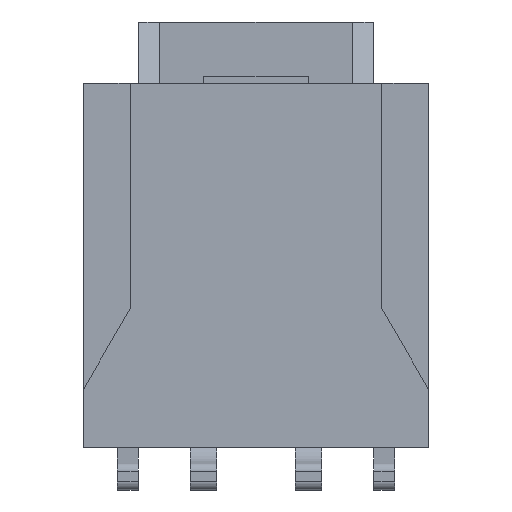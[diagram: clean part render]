
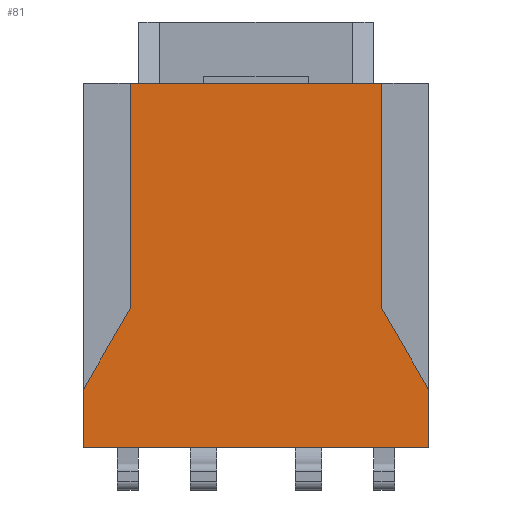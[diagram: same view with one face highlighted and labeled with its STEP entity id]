
A CAD part, front view. The second image highlights one B-rep face of the part: STEP entity #81.
In plain terms, the highlighted planar face has unit normal (0, -1, 0).
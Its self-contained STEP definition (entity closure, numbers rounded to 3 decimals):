
#81=ADVANCED_FACE('',(#296),#297,.F.);
#296=FACE_OUTER_BOUND('',#701,.T.);
#297=PLANE('',#702);
#701=EDGE_LOOP('',(#1126,#1127,#1128,#1129,#1130,#1131,#1132,#1133));
#702=AXIS2_PLACEMENT_3D('',#1134,#1135,#1136);
#1126=ORIENTED_EDGE('',*,*,#2746,.F.);
#1127=ORIENTED_EDGE('',*,*,#2747,.F.);
#1128=ORIENTED_EDGE('',*,*,#2748,.F.);
#1129=ORIENTED_EDGE('',*,*,#2749,.T.);
#1130=ORIENTED_EDGE('',*,*,#2750,.F.);
#1131=ORIENTED_EDGE('',*,*,#2751,.F.);
#1132=ORIENTED_EDGE('',*,*,#2752,.T.);
#1133=ORIENTED_EDGE('',*,*,#2753,.T.);
#1134=CARTESIAN_POINT('',(0.0,-2.99,0.0));
#1135=DIRECTION('',(-0.0,1.0,0.0));
#1136=DIRECTION('',(1.0,0.0,0.0));
#2746=EDGE_CURVE('',#3299,#3300,#3301,.T.);
#2747=EDGE_CURVE('',#3302,#3299,#3303,.T.);
#2748=EDGE_CURVE('',#3304,#3302,#3305,.T.);
#2749=EDGE_CURVE('',#3304,#3306,#3307,.T.);
#2750=EDGE_CURVE('',#3308,#3306,#3309,.T.);
#2751=EDGE_CURVE('',#3310,#3308,#3311,.T.);
#2752=EDGE_CURVE('',#3310,#3312,#3313,.T.);
#2753=EDGE_CURVE('',#3312,#3300,#3314,.T.);
#3299=VERTEX_POINT('',#4156);
#3300=VERTEX_POINT('',#4157);
#3301=LINE('',#4158,#4159);
#3302=VERTEX_POINT('',#4160);
#3303=LINE('',#4161,#4162);
#3304=VERTEX_POINT('',#4163);
#3305=LINE('',#4164,#4165);
#3306=VERTEX_POINT('',#4166);
#3307=LINE('',#4167,#4168);
#3308=VERTEX_POINT('',#4169);
#3309=LINE('',#4170,#4171);
#3310=VERTEX_POINT('',#4172);
#3311=LINE('',#4173,#4174);
#3312=VERTEX_POINT('',#4175);
#3313=LINE('',#4176,#4177);
#3314=LINE('',#4178,#4179);
#4156=CARTESIAN_POINT('',(-4.115,-2.99,0.0));
#4157=CARTESIAN_POINT('',(-4.115,-2.99,1.39));
#4158=CARTESIAN_POINT('',(-4.115,-2.99,0.0));
#4159=VECTOR('',#5430,1.39);
#4160=CARTESIAN_POINT('',(4.115,-2.99,0.0));
#4161=CARTESIAN_POINT('',(4.115,-2.99,0.0));
#4162=VECTOR('',#5431,8.23);
#4163=CARTESIAN_POINT('',(4.115,-2.99,1.39));
#4164=CARTESIAN_POINT('',(4.115,-2.99,1.39));
#4165=VECTOR('',#5432,1.39);
#4166=CARTESIAN_POINT('',(3.0,-2.99,3.321));
#4167=CARTESIAN_POINT('',(4.115,-2.99,1.39));
#4168=VECTOR('',#5433,2.23);
#4169=CARTESIAN_POINT('',(3.0,-2.99,8.69));
#4170=CARTESIAN_POINT('',(3.0,-2.99,8.69));
#4171=VECTOR('',#5434,5.369);
#4172=CARTESIAN_POINT('',(-3.0,-2.99,8.69));
#4173=CARTESIAN_POINT('',(-3.0,-2.99,8.69));
#4174=VECTOR('',#5435,6.0);
#4175=CARTESIAN_POINT('',(-3.0,-2.99,3.321));
#4176=CARTESIAN_POINT('',(-3.0,-2.99,8.69));
#4177=VECTOR('',#5436,5.369);
#4178=CARTESIAN_POINT('',(-3.0,-2.99,3.321));
#4179=VECTOR('',#5437,2.23);
#5430=DIRECTION('',(0.0,0.0,1.0));
#5431=DIRECTION('',(-1.0,0.0,0.0));
#5432=DIRECTION('',(0.0,0.0,-1.0));
#5433=DIRECTION('',(-0.5,0.0,0.866));
#5434=DIRECTION('',(0.0,0.0,-1.0));
#5435=DIRECTION('',(1.0,0.0,0.0));
#5436=DIRECTION('',(0.0,0.0,-1.0));
#5437=DIRECTION('',(-0.5,0.0,-0.866));
